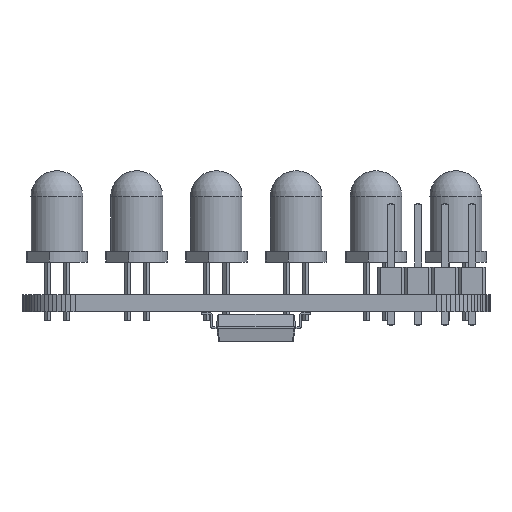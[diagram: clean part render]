
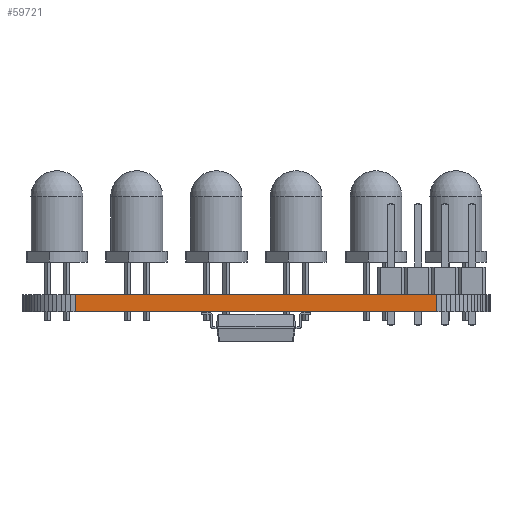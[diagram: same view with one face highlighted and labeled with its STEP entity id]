
A CAD part, front view. The second image highlights one B-rep face of the part: STEP entity #59721.
In plain terms, the highlighted planar face has unit normal (0, -1, 0).
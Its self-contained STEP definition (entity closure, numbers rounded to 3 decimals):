
#41180 = PLANE('',#41181);
#41181 = AXIS2_PLACEMENT_3D('',#41182,#41183,#41184);
#41182 = CARTESIAN_POINT('',(0.,0.,1.6)
  );
#41183 = DIRECTION('',(-0.,-0.,-1.));
#41184 = DIRECTION('',(-1.,0.,0.));
#41234 = PLANE('',#41235);
#41235 = AXIS2_PLACEMENT_3D('',#41236,#41237,#41238);
#41236 = CARTESIAN_POINT('',(0.,0.,0.));
#41237 = DIRECTION('',(-0.,-0.,-1.));
#41238 = DIRECTION('',(-1.,0.,0.));
#42323 = VERTEX_POINT('',#42324);
#42324 = CARTESIAN_POINT('',(17.,-74.5,0.));
#42338 = PLANE('',#42339);
#42339 = AXIS2_PLACEMENT_3D('',#42340,#42341,#42342);
#42340 = CARTESIAN_POINT('',(17.436,-74.481,0.));
#42341 = DIRECTION('',(0.044,-0.999,0.));
#42342 = DIRECTION('',(-0.999,-0.044,0.));
#42350 = EDGE_CURVE('',#42323,#42351,#42353,.T.);
#42351 = VERTEX_POINT('',#42352);
#42352 = CARTESIAN_POINT('',(-17.,-74.5,0.));
#42353 = SURFACE_CURVE('',#42354,(#42358,#42365),.PCURVE_S1.);
#42354 = LINE('',#42355,#42356);
#42355 = CARTESIAN_POINT('',(17.,-74.5,0.));
#42356 = VECTOR('',#42357,1.);
#42357 = DIRECTION('',(-1.,0.,0.));
#42358 = PCURVE('',#41234,#42359);
#42359 = DEFINITIONAL_REPRESENTATION('',(#42360),#42364);
#42360 = LINE('',#42361,#42362);
#42361 = CARTESIAN_POINT('',(-17.,-74.5));
#42362 = VECTOR('',#42363,1.);
#42363 = DIRECTION('',(1.,0.));
#42364 = ( GEOMETRIC_REPRESENTATION_CONTEXT(2) 
PARAMETRIC_REPRESENTATION_CONTEXT() REPRESENTATION_CONTEXT('2D SPACE',''
  ) );
#42365 = PCURVE('',#42366,#42371);
#42366 = PLANE('',#42367);
#42367 = AXIS2_PLACEMENT_3D('',#42368,#42369,#42370);
#42368 = CARTESIAN_POINT('',(17.,-74.5,0.));
#42369 = DIRECTION('',(0.,-1.,0.));
#42370 = DIRECTION('',(-1.,0.,0.));
#42371 = DEFINITIONAL_REPRESENTATION('',(#42372),#42376);
#42372 = LINE('',#42373,#42374);
#42373 = CARTESIAN_POINT('',(0.,-0.));
#42374 = VECTOR('',#42375,1.);
#42375 = DIRECTION('',(1.,0.));
#42376 = ( GEOMETRIC_REPRESENTATION_CONTEXT(2) 
PARAMETRIC_REPRESENTATION_CONTEXT() REPRESENTATION_CONTEXT('2D SPACE',''
  ) );
#42394 = PLANE('',#42395);
#42395 = AXIS2_PLACEMENT_3D('',#42396,#42397,#42398);
#42396 = CARTESIAN_POINT('',(-17.,-74.5,0.));
#42397 = DIRECTION('',(-0.044,-0.999,0.));
#42398 = DIRECTION('',(-0.999,0.044,0.));
#51061 = VERTEX_POINT('',#51062);
#51062 = CARTESIAN_POINT('',(17.,-74.5,1.6));
#51083 = EDGE_CURVE('',#51061,#51084,#51086,.T.);
#51084 = VERTEX_POINT('',#51085);
#51085 = CARTESIAN_POINT('',(-17.,-74.5,1.6));
#51086 = SURFACE_CURVE('',#51087,(#51091,#51098),.PCURVE_S1.);
#51087 = LINE('',#51088,#51089);
#51088 = CARTESIAN_POINT('',(17.,-74.5,1.6));
#51089 = VECTOR('',#51090,1.);
#51090 = DIRECTION('',(-1.,0.,0.));
#51091 = PCURVE('',#41180,#51092);
#51092 = DEFINITIONAL_REPRESENTATION('',(#51093),#51097);
#51093 = LINE('',#51094,#51095);
#51094 = CARTESIAN_POINT('',(-17.,-74.5));
#51095 = VECTOR('',#51096,1.);
#51096 = DIRECTION('',(1.,0.));
#51097 = ( GEOMETRIC_REPRESENTATION_CONTEXT(2) 
PARAMETRIC_REPRESENTATION_CONTEXT() REPRESENTATION_CONTEXT('2D SPACE',''
  ) );
#51098 = PCURVE('',#42366,#51099);
#51099 = DEFINITIONAL_REPRESENTATION('',(#51100),#51104);
#51100 = LINE('',#51101,#51102);
#51101 = CARTESIAN_POINT('',(0.,-1.6));
#51102 = VECTOR('',#51103,1.);
#51103 = DIRECTION('',(1.,0.));
#51104 = ( GEOMETRIC_REPRESENTATION_CONTEXT(2) 
PARAMETRIC_REPRESENTATION_CONTEXT() REPRESENTATION_CONTEXT('2D SPACE',''
  ) );
#59673 = EDGE_CURVE('',#42323,#51061,#59674,.T.);
#59674 = SURFACE_CURVE('',#59675,(#59679,#59686),.PCURVE_S1.);
#59675 = LINE('',#59676,#59677);
#59676 = CARTESIAN_POINT('',(17.,-74.5,0.));
#59677 = VECTOR('',#59678,1.);
#59678 = DIRECTION('',(0.,0.,1.));
#59679 = PCURVE('',#42338,#59680);
#59680 = DEFINITIONAL_REPRESENTATION('',(#59681),#59685);
#59681 = LINE('',#59682,#59683);
#59682 = CARTESIAN_POINT('',(0.436,0.));
#59683 = VECTOR('',#59684,1.);
#59684 = DIRECTION('',(0.,-1.));
#59685 = ( GEOMETRIC_REPRESENTATION_CONTEXT(2) 
PARAMETRIC_REPRESENTATION_CONTEXT() REPRESENTATION_CONTEXT('2D SPACE',''
  ) );
#59686 = PCURVE('',#42366,#59687);
#59687 = DEFINITIONAL_REPRESENTATION('',(#59688),#59692);
#59688 = LINE('',#59689,#59690);
#59689 = CARTESIAN_POINT('',(0.,-0.));
#59690 = VECTOR('',#59691,1.);
#59691 = DIRECTION('',(0.,-1.));
#59692 = ( GEOMETRIC_REPRESENTATION_CONTEXT(2) 
PARAMETRIC_REPRESENTATION_CONTEXT() REPRESENTATION_CONTEXT('2D SPACE',''
  ) );
#59721 = ADVANCED_FACE('',(#59722),#42366,.T.);
#59722 = FACE_BOUND('',#59723,.T.);
#59723 = EDGE_LOOP('',(#59724,#59725,#59726,#59747));
#59724 = ORIENTED_EDGE('',*,*,#59673,.T.);
#59725 = ORIENTED_EDGE('',*,*,#51083,.T.);
#59726 = ORIENTED_EDGE('',*,*,#59727,.F.);
#59727 = EDGE_CURVE('',#42351,#51084,#59728,.T.);
#59728 = SURFACE_CURVE('',#59729,(#59733,#59740),.PCURVE_S1.);
#59729 = LINE('',#59730,#59731);
#59730 = CARTESIAN_POINT('',(-17.,-74.5,0.));
#59731 = VECTOR('',#59732,1.);
#59732 = DIRECTION('',(0.,0.,1.));
#59733 = PCURVE('',#42366,#59734);
#59734 = DEFINITIONAL_REPRESENTATION('',(#59735),#59739);
#59735 = LINE('',#59736,#59737);
#59736 = CARTESIAN_POINT('',(34.,0.));
#59737 = VECTOR('',#59738,1.);
#59738 = DIRECTION('',(0.,-1.));
#59739 = ( GEOMETRIC_REPRESENTATION_CONTEXT(2) 
PARAMETRIC_REPRESENTATION_CONTEXT() REPRESENTATION_CONTEXT('2D SPACE',''
  ) );
#59740 = PCURVE('',#42394,#59741);
#59741 = DEFINITIONAL_REPRESENTATION('',(#59742),#59746);
#59742 = LINE('',#59743,#59744);
#59743 = CARTESIAN_POINT('',(0.,0.));
#59744 = VECTOR('',#59745,1.);
#59745 = DIRECTION('',(0.,-1.));
#59746 = ( GEOMETRIC_REPRESENTATION_CONTEXT(2) 
PARAMETRIC_REPRESENTATION_CONTEXT() REPRESENTATION_CONTEXT('2D SPACE',''
  ) );
#59747 = ORIENTED_EDGE('',*,*,#42350,.F.);
